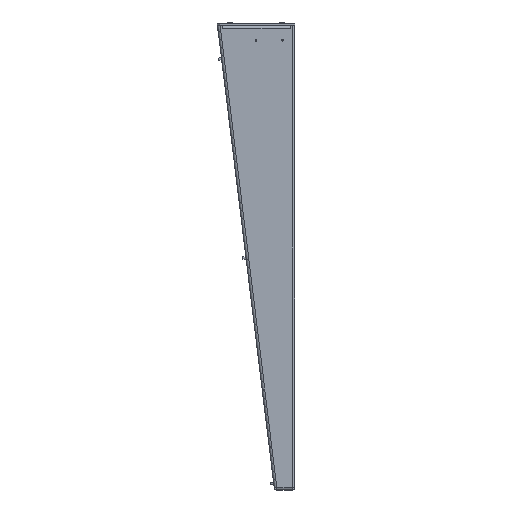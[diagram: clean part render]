
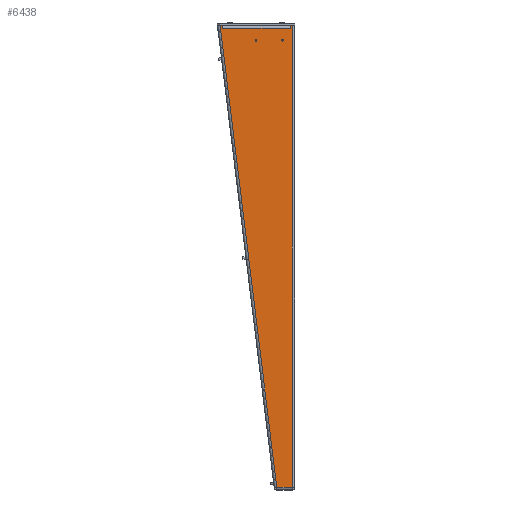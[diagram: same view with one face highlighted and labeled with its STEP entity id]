
A CAD part, left-side view. The second image highlights one B-rep face of the part: STEP entity #6438.
In plain terms, the highlighted face is planar.
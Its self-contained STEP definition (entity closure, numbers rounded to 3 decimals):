
#80 = CARTESIAN_POINT ( 'NONE',  ( 325., 4.6, 0. ) ) ;
#100 = ORIENTED_EDGE ( 'NONE', *, *, #10646, .T. ) ;
#114 = CARTESIAN_POINT ( 'NONE',  ( 325., 20.7, -1. ) ) ;
#142 = DIRECTION ( 'NONE',  ( -1., 0., 0. ) ) ;
#290 = LINE ( 'NONE', #4525, #9776 ) ;
#313 = CARTESIAN_POINT ( 'NONE',  ( 325., 45., -521. ) ) ;
#340 = VECTOR ( 'NONE', #2600, 1000. ) ;
#546 = PLANE ( 'NONE',  #5576 ) ;
#590 = LINE ( 'NONE', #5681, #8794 ) ;
#642 = EDGE_CURVE ( 'NONE', #5102, #10130, #9020, .T. ) ;
#731 = CIRCLE ( 'NONE', #2986, 1. ) ;
#836 = DIRECTION ( 'NONE',  ( 1., 0., 0. ) ) ;
#1055 = DIRECTION ( 'NONE',  ( 0., 1., 0. ) ) ;
#1062 = CIRCLE ( 'NONE', #10372, 0.2 ) ;
#1182 = AXIS2_PLACEMENT_3D ( 'NONE', #5875, #142, #9206 ) ;
#1367 = CARTESIAN_POINT ( 'NONE',  ( 325., 84., 0. ) ) ;
#1385 = CARTESIAN_POINT ( 'NONE',  ( 325., 0., -538. ) ) ;
#1460 = CARTESIAN_POINT ( 'NONE',  ( 325., 84., -534.6 ) ) ;
#1477 = CARTESIAN_POINT ( 'NONE',  ( 325., 14., -522. ) ) ;
#1558 = EDGE_CURVE ( 'NONE', #7456, #2775, #4106, .T. ) ;
#1602 = VERTEX_POINT ( 'NONE', #4077 ) ;
#1856 = CARTESIAN_POINT ( 'NONE',  ( 325., 84.4, -538. ) ) ;
#1925 = DIRECTION ( 'NONE',  ( 0., 0., -1. ) ) ;
#2124 = VECTOR ( 'NONE', #5805, 1000. ) ;
#2174 = LINE ( 'NONE', #10040, #340 ) ;
#2219 = DIRECTION ( 'NONE',  ( 0., 0., -1. ) ) ;
#2303 = ORIENTED_EDGE ( 'NONE', *, *, #642, .F. ) ;
#2333 = EDGE_CURVE ( 'NONE', #7766, #10074, #6799, .T. ) ;
#2450 = VERTEX_POINT ( 'NONE', #6776 ) ;
#2488 = DIRECTION ( 'NONE',  ( 0., 0., -1. ) ) ;
#2600 = DIRECTION ( 'NONE',  ( 0., -0.122, 0.993 ) ) ;
#2652 = ORIENTED_EDGE ( 'NONE', *, *, #2333, .F. ) ;
#2775 = VERTEX_POINT ( 'NONE', #1460 ) ;
#2779 = VECTOR ( 'NONE', #4848, 1000. ) ;
#2799 = LINE ( 'NONE', #80, #9170 ) ;
#2969 = DIRECTION ( 'NONE',  ( -1., 0., 0. ) ) ;
#2986 = AXIS2_PLACEMENT_3D ( 'NONE', #313, #8676, #9419 ) ;
#3237 = EDGE_CURVE ( 'NONE', #1602, #10292, #10280, .T. ) ;
#3250 = CIRCLE ( 'NONE', #6028, 1. ) ;
#3308 = VECTOR ( 'NONE', #9669, 1000. ) ;
#3353 = LINE ( 'NONE', #9264, #3631 ) ;
#3446 = VECTOR ( 'NONE', #9758, 1000. ) ;
#3510 = EDGE_CURVE ( 'NONE', #5461, #8996, #3250, .T. ) ;
#3563 = DIRECTION ( 'NONE',  ( 0., -1., 0. ) ) ;
#3631 = VECTOR ( 'NONE', #6040, 1000. ) ;
#3636 = CARTESIAN_POINT ( 'NONE',  ( 325., 4.6, -538. ) ) ;
#3640 = ORIENTED_EDGE ( 'NONE', *, *, #5018, .T. ) ;
#3669 = CARTESIAN_POINT ( 'NONE',  ( 325., 0., -1. ) ) ;
#3688 = VERTEX_POINT ( 'NONE', #7116 ) ;
#3779 = DIRECTION ( 'NONE',  ( 0., 0., -1. ) ) ;
#3782 = CARTESIAN_POINT ( 'NONE',  ( 325., 14., -521. ) ) ;
#3876 = EDGE_LOOP ( 'NONE', ( #8567, #5999 ) ) ;
#3952 = CARTESIAN_POINT ( 'NONE',  ( 325., 0., 0. ) ) ;
#3984 = ORIENTED_EDGE ( 'NONE', *, *, #4079, .T. ) ;
#4018 = CARTESIAN_POINT ( 'NONE',  ( 325., 45., -520. ) ) ;
#4077 = CARTESIAN_POINT ( 'NONE',  ( 325., 14., -520. ) ) ;
#4079 = EDGE_CURVE ( 'NONE', #7008, #9954, #290, .T. ) ;
#4106 = LINE ( 'NONE', #1367, #3446 ) ;
#4169 = AXIS2_PLACEMENT_3D ( 'NONE', #10376, #5449, #6266 ) ;
#4294 = DIRECTION ( 'NONE',  ( 0., 0., 1. ) ) ;
#4337 = CARTESIAN_POINT ( 'NONE',  ( 325., 45., -521. ) ) ;
#4410 = CARTESIAN_POINT ( 'NONE',  ( 325., 3., -1. ) ) ;
#4442 = ORIENTED_EDGE ( 'NONE', *, *, #8503, .T. ) ;
#4482 = EDGE_CURVE ( 'NONE', #6706, #3688, #3353, .T. ) ;
#4525 = CARTESIAN_POINT ( 'NONE',  ( 325., 84.4, 0. ) ) ;
#4557 = CARTESIAN_POINT ( 'NONE',  ( 325., 20.7, -1.366 ) ) ;
#4596 = FACE_OUTER_BOUND ( 'NONE', #6328, .T. ) ;
#4848 = DIRECTION ( 'NONE',  ( 0., 0., -1. ) ) ;
#5003 = ORIENTED_EDGE ( 'NONE', *, *, #8474, .T. ) ;
#5018 = EDGE_CURVE ( 'NONE', #9954, #7905, #9591, .T. ) ;
#5095 = CARTESIAN_POINT ( 'NONE',  ( 325., 5., -534.6 ) ) ;
#5102 = VERTEX_POINT ( 'NONE', #114 ) ;
#5127 = AXIS2_PLACEMENT_3D ( 'NONE', #3782, #7992, #2219 ) ;
#5203 = ORIENTED_EDGE ( 'NONE', *, *, #10529, .T. ) ;
#5449 = DIRECTION ( 'NONE',  ( 1., 0., 0. ) ) ;
#5461 = VERTEX_POINT ( 'NONE', #6738 ) ;
#5508 = ORIENTED_EDGE ( 'NONE', *, *, #1558, .T. ) ;
#5576 = AXIS2_PLACEMENT_3D ( 'NONE', #3952, #836, #2488 ) ;
#5608 = VERTEX_POINT ( 'NONE', #6013 ) ;
#5681 = CARTESIAN_POINT ( 'NONE',  ( 325., 5., -535. ) ) ;
#5799 = CIRCLE ( 'NONE', #1182, 0.2 ) ;
#5805 = DIRECTION ( 'NONE',  ( 0., 0., 1. ) ) ;
#5825 = EDGE_CURVE ( 'NONE', #10292, #1602, #6969, .T. ) ;
#5867 = CARTESIAN_POINT ( 'NONE',  ( 325., 86.736, -538. ) ) ;
#5873 = VECTOR ( 'NONE', #3563, 1000. ) ;
#5875 = CARTESIAN_POINT ( 'NONE',  ( 325., 4.8, -534.6 ) ) ;
#5988 = CARTESIAN_POINT ( 'NONE',  ( 325., 0., -538. ) ) ;
#5999 = ORIENTED_EDGE ( 'NONE', *, *, #8084, .F. ) ;
#6013 = CARTESIAN_POINT ( 'NONE',  ( 325., 4.6, -534.6 ) ) ;
#6028 = AXIS2_PLACEMENT_3D ( 'NONE', #4337, #10263, #1925 ) ;
#6040 = DIRECTION ( 'NONE',  ( 0., 0., -1. ) ) ;
#6266 = DIRECTION ( 'NONE',  ( 0., 0., -1. ) ) ;
#6276 = FACE_BOUND ( 'NONE', #8573, .T. ) ;
#6328 = EDGE_LOOP ( 'NONE', ( #4442, #7675, #2303, #9718, #2652, #100, #5203, #9389, #7553, #5003, #5508, #9728, #3984, #3640 ) ) ;
#6438 = ADVANCED_FACE ( 'NONE', ( #9763, #6276, #4596 ), #546, .T. ) ;
#6533 = DIRECTION ( 'NONE',  ( 0., 0., -1. ) ) ;
#6545 = CARTESIAN_POINT ( 'NONE',  ( 325., 84.4, -534.6 ) ) ;
#6699 = LINE ( 'NONE', #1385, #3308 ) ;
#6706 = VERTEX_POINT ( 'NONE', #5095 ) ;
#6738 = CARTESIAN_POINT ( 'NONE',  ( 325., 45., -522. ) ) ;
#6776 = CARTESIAN_POINT ( 'NONE',  ( 325., 20.845, -1.366 ) ) ;
#6799 = LINE ( 'NONE', #9844, #2124 ) ;
#6969 = CIRCLE ( 'NONE', #4169, 1. ) ;
#7008 = VERTEX_POINT ( 'NONE', #6545 ) ;
#7091 = CARTESIAN_POINT ( 'NONE',  ( 325., 84.2, -534.6 ) ) ;
#7116 = CARTESIAN_POINT ( 'NONE',  ( 325., 5., -535. ) ) ;
#7120 = VECTOR ( 'NONE', #8486, 1000. ) ;
#7276 = EDGE_CURVE ( 'NONE', #5102, #10074, #10141, .T. ) ;
#7308 = CARTESIAN_POINT ( 'NONE',  ( 325., 20.7, -1.366 ) ) ;
#7348 = VERTEX_POINT ( 'NONE', #3636 ) ;
#7456 = VERTEX_POINT ( 'NONE', #8708 ) ;
#7553 = ORIENTED_EDGE ( 'NONE', *, *, #4482, .T. ) ;
#7655 = CARTESIAN_POINT ( 'NONE',  ( 325., 25.7, -1.366 ) ) ;
#7675 = ORIENTED_EDGE ( 'NONE', *, *, #8624, .T. ) ;
#7766 = VERTEX_POINT ( 'NONE', #9017 ) ;
#7905 = VERTEX_POINT ( 'NONE', #5867 ) ;
#7992 = DIRECTION ( 'NONE',  ( 1., 0., 0. ) ) ;
#8039 = ORIENTED_EDGE ( 'NONE', *, *, #3237, .F. ) ;
#8084 = EDGE_CURVE ( 'NONE', #8996, #5461, #731, .T. ) ;
#8198 = DIRECTION ( 'NONE',  ( 0., 1., 0. ) ) ;
#8474 = EDGE_CURVE ( 'NONE', #3688, #7456, #590, .T. ) ;
#8486 = DIRECTION ( 'NONE',  ( 0., -1., 0. ) ) ;
#8503 = EDGE_CURVE ( 'NONE', #7905, #2450, #2174, .T. ) ;
#8567 = ORIENTED_EDGE ( 'NONE', *, *, #3510, .F. ) ;
#8573 = EDGE_LOOP ( 'NONE', ( #10561, #8039 ) ) ;
#8624 = EDGE_CURVE ( 'NONE', #2450, #10130, #9582, .T. ) ;
#8676 = DIRECTION ( 'NONE',  ( 1., 0., 0. ) ) ;
#8708 = CARTESIAN_POINT ( 'NONE',  ( 325., 84., -535. ) ) ;
#8794 = VECTOR ( 'NONE', #8198, 1000. ) ;
#8996 = VERTEX_POINT ( 'NONE', #4018 ) ;
#9017 = CARTESIAN_POINT ( 'NONE',  ( 325., 3., -538. ) ) ;
#9020 = LINE ( 'NONE', #7308, #2779 ) ;
#9170 = VECTOR ( 'NONE', #4294, 1000. ) ;
#9206 = DIRECTION ( 'NONE',  ( 0., 0., -1. ) ) ;
#9264 = CARTESIAN_POINT ( 'NONE',  ( 325., 5., 0. ) ) ;
#9389 = ORIENTED_EDGE ( 'NONE', *, *, #9509, .T. ) ;
#9419 = DIRECTION ( 'NONE',  ( 0., 0., -1. ) ) ;
#9509 = EDGE_CURVE ( 'NONE', #5608, #6706, #5799, .T. ) ;
#9582 = LINE ( 'NONE', #7655, #7120 ) ;
#9591 = LINE ( 'NONE', #5988, #10352 ) ;
#9669 = DIRECTION ( 'NONE',  ( 0., 1., 0. ) ) ;
#9718 = ORIENTED_EDGE ( 'NONE', *, *, #7276, .T. ) ;
#9728 = ORIENTED_EDGE ( 'NONE', *, *, #10259, .T. ) ;
#9758 = DIRECTION ( 'NONE',  ( 0., 0., 1. ) ) ;
#9763 = FACE_BOUND ( 'NONE', #3876, .T. ) ;
#9776 = VECTOR ( 'NONE', #3779, 1000. ) ;
#9844 = CARTESIAN_POINT ( 'NONE',  ( 325., 3., -3758. ) ) ;
#9954 = VERTEX_POINT ( 'NONE', #1856 ) ;
#10040 = CARTESIAN_POINT ( 'NONE',  ( 325., 86.78, -538.366 ) ) ;
#10074 = VERTEX_POINT ( 'NONE', #4410 ) ;
#10130 = VERTEX_POINT ( 'NONE', #4557 ) ;
#10141 = LINE ( 'NONE', #3669, #5873 ) ;
#10259 = EDGE_CURVE ( 'NONE', #2775, #7008, #1062, .T. ) ;
#10263 = DIRECTION ( 'NONE',  ( 1., 0., 0. ) ) ;
#10280 = CIRCLE ( 'NONE', #5127, 1. ) ;
#10292 = VERTEX_POINT ( 'NONE', #1477 ) ;
#10352 = VECTOR ( 'NONE', #1055, 1000. ) ;
#10372 = AXIS2_PLACEMENT_3D ( 'NONE', #7091, #2969, #6533 ) ;
#10376 = CARTESIAN_POINT ( 'NONE',  ( 325., 14., -521. ) ) ;
#10529 = EDGE_CURVE ( 'NONE', #7348, #5608, #2799, .T. ) ;
#10561 = ORIENTED_EDGE ( 'NONE', *, *, #5825, .F. ) ;
#10646 = EDGE_CURVE ( 'NONE', #7766, #7348, #6699, .T. ) ;
